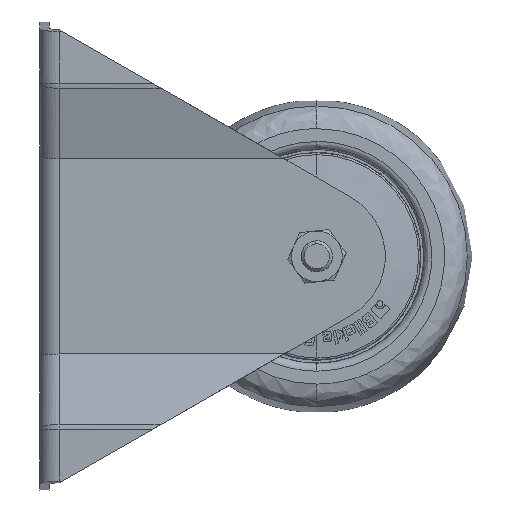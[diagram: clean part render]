
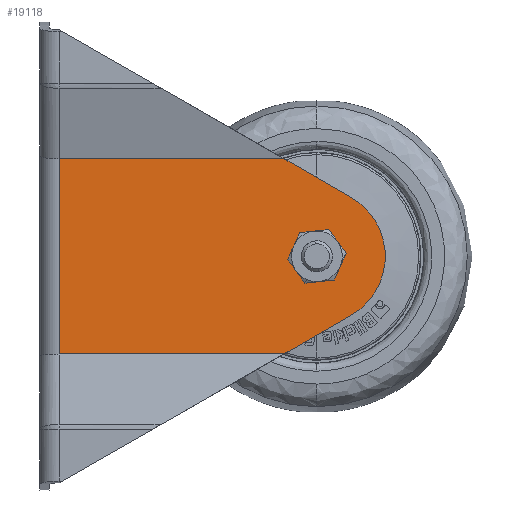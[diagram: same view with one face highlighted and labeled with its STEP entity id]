
A CAD part, left-side view. The second image highlights one B-rep face of the part: STEP entity #19118.
In plain terms, the highlighted face is planar.
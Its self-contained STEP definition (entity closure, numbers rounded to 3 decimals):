
#669 = VERTEX_POINT ( 'NONE', #4700 ) ;
#888 = CIRCLE ( 'NONE', #6455, 17.5 ) ;
#955 = DIRECTION ( 'NONE',  ( -0.497, 0., 0.868 ) ) ;
#1032 = EDGE_CURVE ( 'NONE', #42511, #36212, #19506, .T. ) ;
#1509 = DIRECTION ( 'NONE',  ( 0., -1., 0. ) ) ;
#1937 = LINE ( 'NONE', #29870, #10821 ) ;
#2009 = DIRECTION ( 'NONE',  ( 0., -1., 0. ) ) ;
#2793 = EDGE_LOOP ( 'NONE', ( #14194, #38025 ) ) ;
#4306 = CARTESIAN_POINT ( 'NONE',  ( 0., -21., 130. ) ) ;
#4700 = CARTESIAN_POINT ( 'NONE',  ( 0., -21., 66.75 ) ) ;
#5543 = VERTEX_POINT ( 'NONE', #26094 ) ;
#5862 = CIRCLE ( 'NONE', #6978, 4.25 ) ;
#5921 = CARTESIAN_POINT ( 'NONE',  ( -25., -21., 62.568 ) ) ;
#6252 = LINE ( 'NONE', #13681, #10997 ) ;
#6455 = AXIS2_PLACEMENT_3D ( 'NONE', #24129, #1509, #27914 ) ;
#6724 = CARTESIAN_POINT ( 'NONE',  ( 0., -21., 75.25 ) ) ;
#6774 = ORIENTED_EDGE ( 'NONE', *, *, #23827, .T. ) ;
#6978 = AXIS2_PLACEMENT_3D ( 'NONE', #33064, #10564, #36787 ) ;
#7696 = EDGE_CURVE ( 'NONE', #31580, #42603, #1937, .T. ) ;
#8113 = DIRECTION ( 'NONE',  ( 0., -1., 0. ) ) ;
#8476 = ORIENTED_EDGE ( 'NONE', *, *, #15287, .T. ) ;
#10564 = DIRECTION ( 'NONE',  ( 0., -1., 0. ) ) ;
#10821 = VECTOR ( 'NONE', #18648, 1000. ) ;
#10997 = VECTOR ( 'NONE', #39869, 1000. ) ;
#11987 = AXIS2_PLACEMENT_3D ( 'NONE', #4306, #8113, #34392 ) ;
#13681 = CARTESIAN_POINT ( 'NONE',  ( -25., -21., 130. ) ) ;
#14194 = ORIENTED_EDGE ( 'NONE', *, *, #31327, .F. ) ;
#15287 = EDGE_CURVE ( 'NONE', #5543, #42603, #888, .T. ) ;
#15418 = ORIENTED_EDGE ( 'NONE', *, *, #25407, .T. ) ;
#15528 = PLANE ( 'NONE',  #11987 ) ;
#16306 = VERTEX_POINT ( 'NONE', #19953 ) ;
#16333 = CARTESIAN_POINT ( 'NONE',  ( -10.265, -21., 124.119 ) ) ;
#16509 = CARTESIAN_POINT ( 'NONE',  ( 25., -21., 5. ) ) ;
#17174 = AXIS2_PLACEMENT_3D ( 'NONE', #24628, #2009, #28401 ) ;
#18344 = VECTOR ( 'NONE', #39413, 1000. ) ;
#18648 = DIRECTION ( 'NONE',  ( 0.497, 0., 0.868 ) ) ;
#19118 = ADVANCED_FACE ( 'NONE', ( #30013, #38697 ), #15528, .T. ) ;
#19506 = LINE ( 'NONE', #23767, #18344 ) ;
#19953 = CARTESIAN_POINT ( 'NONE',  ( -25., -21., 5. ) ) ;
#23487 = VERTEX_POINT ( 'NONE', #6724 ) ;
#23767 = CARTESIAN_POINT ( 'NONE',  ( 25., -21., 130. ) ) ;
#23827 = EDGE_CURVE ( 'NONE', #16306, #36212, #35010, .T. ) ;
#24129 = CARTESIAN_POINT ( 'NONE',  ( 0., -21., 71. ) ) ;
#24628 = CARTESIAN_POINT ( 'NONE',  ( 0., -21., 71. ) ) ;
#25098 = VECTOR ( 'NONE', #33762, 1000. ) ;
#25407 = EDGE_CURVE ( 'NONE', #42511, #5543, #44684, .T. ) ;
#26094 = CARTESIAN_POINT ( 'NONE',  ( 15.184, -21., 79.7 ) ) ;
#27914 = DIRECTION ( 'NONE',  ( 1., 0., 0. ) ) ;
#28401 = DIRECTION ( 'NONE',  ( 1., 0., 0. ) ) ;
#28685 = ORIENTED_EDGE ( 'NONE', *, *, #1032, .F. ) ;
#29870 = CARTESIAN_POINT ( 'NONE',  ( 10.265, -21., 124.119 ) ) ;
#30013 = FACE_BOUND ( 'NONE', #2793, .T. ) ;
#31289 = CIRCLE ( 'NONE', #17174, 4.25 ) ;
#31327 = EDGE_CURVE ( 'NONE', #23487, #669, #31289, .T. ) ;
#31580 = VERTEX_POINT ( 'NONE', #5921 ) ;
#33064 = CARTESIAN_POINT ( 'NONE',  ( 0., -21., 71. ) ) ;
#33762 = DIRECTION ( 'NONE',  ( 1., 0., 0. ) ) ;
#33830 = EDGE_CURVE ( 'NONE', #31580, #16306, #6252, .T. ) ;
#34392 = DIRECTION ( 'NONE',  ( 1., 0., 0. ) ) ;
#34834 = VECTOR ( 'NONE', #955, 1000. ) ;
#34930 = ORIENTED_EDGE ( 'NONE', *, *, #7696, .F. ) ;
#35010 = LINE ( 'NONE', #37310, #25098 ) ;
#36212 = VERTEX_POINT ( 'NONE', #16509 ) ;
#36787 = DIRECTION ( 'NONE',  ( 1., 0., 0. ) ) ;
#37310 = CARTESIAN_POINT ( 'NONE',  ( 25., -21., 5. ) ) ;
#37786 = EDGE_LOOP ( 'NONE', ( #15418, #8476, #34930, #40263, #6774, #28685 ) ) ;
#38025 = ORIENTED_EDGE ( 'NONE', *, *, #47801, .F. ) ;
#38697 = FACE_OUTER_BOUND ( 'NONE', #37786, .T. ) ;
#39413 = DIRECTION ( 'NONE',  ( 0., 0., -1. ) ) ;
#39869 = DIRECTION ( 'NONE',  ( 0., 0., -1. ) ) ;
#40263 = ORIENTED_EDGE ( 'NONE', *, *, #33830, .T. ) ;
#42511 = VERTEX_POINT ( 'NONE', #48454 ) ;
#42603 = VERTEX_POINT ( 'NONE', #44063 ) ;
#44063 = CARTESIAN_POINT ( 'NONE',  ( -15.184, -21., 79.7 ) ) ;
#44684 = LINE ( 'NONE', #16333, #34834 ) ;
#47801 = EDGE_CURVE ( 'NONE', #669, #23487, #5862, .T. ) ;
#48454 = CARTESIAN_POINT ( 'NONE',  ( 25., -21., 62.568 ) ) ;
